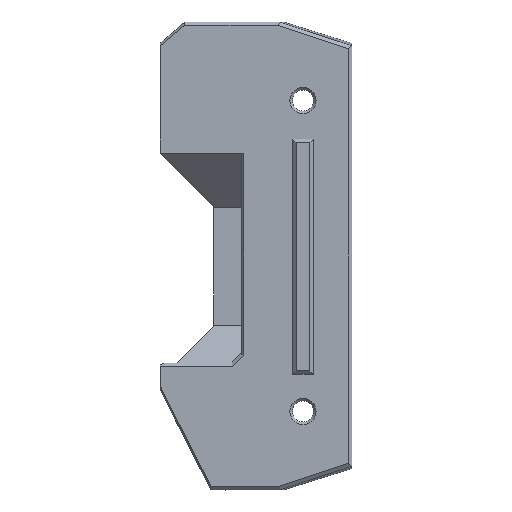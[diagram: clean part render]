
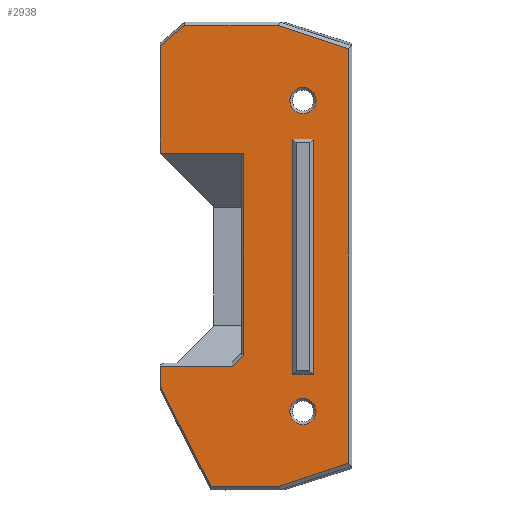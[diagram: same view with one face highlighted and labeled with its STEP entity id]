
A CAD part, left-side view. The second image highlights one B-rep face of the part: STEP entity #2938.
In plain terms, the highlighted planar face has unit normal (-1, 0, 0).
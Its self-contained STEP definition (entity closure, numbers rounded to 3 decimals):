
#20=FACE_BOUND('',#268,.T.);
#21=FACE_BOUND('',#269,.T.);
#22=FACE_BOUND('',#270,.T.);
#42=CIRCLE('',#3112,2.);
#43=CIRCLE('',#3113,2.);
#107=FACE_OUTER_BOUND('',#267,.T.);
#267=EDGE_LOOP('',(#2113,#2114,#2115,#2116,#2117,#2118,#2119,#2120,#2121,
#2122,#2123,#2124,#2125,#2126));
#268=EDGE_LOOP('',(#2127,#2128,#2129,#2130));
#269=EDGE_LOOP('',(#2131));
#270=EDGE_LOOP('',(#2132));
#518=LINE('',#4292,#918);
#523=LINE('',#4303,#923);
#524=LINE('',#4305,#924);
#525=LINE('',#4307,#925);
#526=LINE('',#4309,#926);
#527=LINE('',#4311,#927);
#528=LINE('',#4313,#928);
#529=LINE('',#4315,#929);
#530=LINE('',#4317,#930);
#531=LINE('',#4319,#931);
#532=LINE('',#4320,#932);
#533=LINE('',#4322,#933);
#534=LINE('',#4324,#934);
#535=LINE('',#4325,#935);
#536=LINE('',#4328,#936);
#537=LINE('',#4330,#937);
#538=LINE('',#4332,#938);
#539=LINE('',#4333,#939);
#918=VECTOR('',#3478,12.687);
#923=VECTOR('',#3485,3.005);
#924=VECTOR('',#3486,17.263);
#925=VECTOR('',#3487,10.121);
#926=VECTOR('',#3488,11.463);
#927=VECTOR('',#3489,63.293);
#928=VECTOR('',#3490,11.463);
#929=VECTOR('',#3491,14.188);
#930=VECTOR('',#3492,4.877);
#931=VECTOR('',#3493,16.398);
#932=VECTOR('',#3494,0.159);
#933=VECTOR('',#3495,30.778);
#934=VECTOR('',#3496,2.394);
#935=VECTOR('',#3497,11.107);
#936=VECTOR('',#3498,35.94);
#937=VECTOR('',#3499,3.156);
#938=VECTOR('',#3500,35.94);
#939=VECTOR('',#3501,3.156);
#1288=VERTEX_POINT('',#4290);
#1289=VERTEX_POINT('',#4291);
#1293=VERTEX_POINT('',#4301);
#1294=VERTEX_POINT('',#4302);
#1295=VERTEX_POINT('',#4304);
#1296=VERTEX_POINT('',#4306);
#1297=VERTEX_POINT('',#4308);
#1298=VERTEX_POINT('',#4310);
#1299=VERTEX_POINT('',#4312);
#1300=VERTEX_POINT('',#4314);
#1301=VERTEX_POINT('',#4316);
#1302=VERTEX_POINT('',#4318);
#1303=VERTEX_POINT('',#4321);
#1304=VERTEX_POINT('',#4323);
#1305=VERTEX_POINT('',#4326);
#1306=VERTEX_POINT('',#4327);
#1307=VERTEX_POINT('',#4329);
#1308=VERTEX_POINT('',#4331);
#1309=VERTEX_POINT('',#4334);
#1310=VERTEX_POINT('',#4336);
#1602=EDGE_CURVE('',#1288,#1289,#518,.T.);
#1607=EDGE_CURVE('',#1293,#1294,#523,.T.);
#1608=EDGE_CURVE('',#1294,#1295,#524,.T.);
#1609=EDGE_CURVE('',#1295,#1296,#525,.T.);
#1610=EDGE_CURVE('',#1296,#1297,#526,.T.);
#1611=EDGE_CURVE('',#1298,#1297,#527,.T.);
#1612=EDGE_CURVE('',#1298,#1299,#528,.T.);
#1613=EDGE_CURVE('',#1299,#1300,#529,.T.);
#1614=EDGE_CURVE('',#1300,#1301,#530,.T.);
#1615=EDGE_CURVE('',#1301,#1302,#531,.T.);
#1616=EDGE_CURVE('',#1289,#1302,#532,.T.);
#1617=EDGE_CURVE('',#1288,#1303,#533,.T.);
#1618=EDGE_CURVE('',#1303,#1304,#534,.T.);
#1619=EDGE_CURVE('',#1304,#1293,#535,.T.);
#1620=EDGE_CURVE('',#1305,#1306,#536,.T.);
#1621=EDGE_CURVE('',#1307,#1305,#537,.T.);
#1622=EDGE_CURVE('',#1307,#1308,#538,.T.);
#1623=EDGE_CURVE('',#1306,#1308,#539,.T.);
#1624=EDGE_CURVE('',#1309,#1309,#42,.T.);
#1625=EDGE_CURVE('',#1310,#1310,#43,.T.);
#2113=ORIENTED_EDGE('',*,*,#1607,.T.);
#2114=ORIENTED_EDGE('',*,*,#1608,.T.);
#2115=ORIENTED_EDGE('',*,*,#1609,.T.);
#2116=ORIENTED_EDGE('',*,*,#1610,.T.);
#2117=ORIENTED_EDGE('',*,*,#1611,.F.);
#2118=ORIENTED_EDGE('',*,*,#1612,.T.);
#2119=ORIENTED_EDGE('',*,*,#1613,.T.);
#2120=ORIENTED_EDGE('',*,*,#1614,.T.);
#2121=ORIENTED_EDGE('',*,*,#1615,.T.);
#2122=ORIENTED_EDGE('',*,*,#1616,.F.);
#2123=ORIENTED_EDGE('',*,*,#1602,.F.);
#2124=ORIENTED_EDGE('',*,*,#1617,.T.);
#2125=ORIENTED_EDGE('',*,*,#1618,.T.);
#2126=ORIENTED_EDGE('',*,*,#1619,.T.);
#2127=ORIENTED_EDGE('',*,*,#1620,.F.);
#2128=ORIENTED_EDGE('',*,*,#1621,.F.);
#2129=ORIENTED_EDGE('',*,*,#1622,.T.);
#2130=ORIENTED_EDGE('',*,*,#1623,.F.);
#2131=ORIENTED_EDGE('',*,*,#1624,.T.);
#2132=ORIENTED_EDGE('',*,*,#1625,.T.);
#2786=PLANE('',#3111);
#2938=ADVANCED_FACE('',(#107,#20,#21,#22),#2786,.T.);
#3111=AXIS2_PLACEMENT_3D('',#4300,#3483,#3484);
#3112=AXIS2_PLACEMENT_3D('',#4335,#3502,#3503);
#3113=AXIS2_PLACEMENT_3D('',#4337,#3504,#3505);
#3478=DIRECTION('',(0.,1.,0.));
#3483=DIRECTION('center_axis',(-1.,0.,0.));
#3484=DIRECTION('ref_axis',(0.,0.,1.));
#3485=DIRECTION('',(0.,0.,-1.));
#3486=DIRECTION('',(0.,-0.453,-0.892));
#3487=DIRECTION('',(0.,-1.,0.));
#3488=DIRECTION('',(0.,-0.949,0.315));
#3489=DIRECTION('',(0.,0.,-1.));
#3490=DIRECTION('',(0.,0.949,0.315));
#3491=DIRECTION('',(0.,1.,0.));
#3492=DIRECTION('',(0.,0.768,-0.64));
#3493=DIRECTION('',(0.,0.,-1.));
#3494=DIRECTION('',(0.,0.707,0.707));
#3495=DIRECTION('',(0.,0.,-1.));
#3496=DIRECTION('',(0.,0.707,-0.707));
#3497=DIRECTION('',(0.,1.,0.));
#3498=DIRECTION('',(0.,0.,1.));
#3499=DIRECTION('',(0.,-1.,0.));
#3500=DIRECTION('',(0.,0.,1.));
#3501=DIRECTION('',(0.,1.,0.));
#3502=DIRECTION('center_axis',(1.,0.,0.));
#3503=DIRECTION('ref_axis',(0.,0.,1.));
#3504=DIRECTION('center_axis',(1.,0.,0.));
#3505=DIRECTION('ref_axis',(0.,0.,1.));
#4290=CARTESIAN_POINT('',(-99.9,-112.335,98.902));
#4291=CARTESIAN_POINT('',(-99.9,-99.648,98.902));
#4292=CARTESIAN_POINT('',(-99.9,-112.335,98.902));
#4300=CARTESIAN_POINT('Origin',(-99.9,-125.871,18.486));
#4301=CARTESIAN_POINT('',(-99.9,-99.535,66.43));
#4302=CARTESIAN_POINT('',(-99.9,-99.535,63.425));
#4303=CARTESIAN_POINT('',(-99.9,-99.535,66.43));
#4304=CARTESIAN_POINT('',(-99.9,-107.348,48.03));
#4305=CARTESIAN_POINT('',(-99.9,-99.535,63.425));
#4306=CARTESIAN_POINT('',(-99.9,-117.469,48.03));
#4307=CARTESIAN_POINT('',(-99.9,-107.348,48.03));
#4308=CARTESIAN_POINT('',(-99.9,-128.35,51.637));
#4309=CARTESIAN_POINT('',(-99.9,-117.469,48.03));
#4310=CARTESIAN_POINT('',(-99.9,-128.35,114.93));
#4311=CARTESIAN_POINT('',(-99.9,-128.35,114.93));
#4312=CARTESIAN_POINT('',(-99.9,-117.469,118.536));
#4313=CARTESIAN_POINT('',(-99.9,-128.35,114.93));
#4314=CARTESIAN_POINT('',(-99.9,-103.281,118.536));
#4315=CARTESIAN_POINT('',(-99.9,-117.469,118.536));
#4316=CARTESIAN_POINT('',(-99.9,-99.535,115.412));
#4317=CARTESIAN_POINT('',(-99.9,-103.281,118.536));
#4318=CARTESIAN_POINT('',(-99.9,-99.535,99.014));
#4319=CARTESIAN_POINT('',(-99.9,-99.535,115.412));
#4320=CARTESIAN_POINT('',(-99.9,-99.648,98.902));
#4321=CARTESIAN_POINT('',(-99.9,-112.335,68.123));
#4322=CARTESIAN_POINT('',(-99.9,-112.335,98.902));
#4323=CARTESIAN_POINT('',(-99.9,-110.642,66.43));
#4324=CARTESIAN_POINT('',(-99.9,-112.335,68.123));
#4325=CARTESIAN_POINT('',(-99.9,-110.642,66.43));
#4326=CARTESIAN_POINT('',(-99.9,-122.949,65.196));
#4327=CARTESIAN_POINT('',(-99.9,-122.949,101.136));
#4328=CARTESIAN_POINT('',(-99.9,-122.949,65.196));
#4329=CARTESIAN_POINT('',(-99.9,-119.793,65.196));
#4330=CARTESIAN_POINT('',(-99.9,-119.793,65.196));
#4331=CARTESIAN_POINT('',(-99.9,-119.793,101.136));
#4332=CARTESIAN_POINT('',(-99.9,-119.793,65.196));
#4333=CARTESIAN_POINT('',(-99.9,-122.949,101.136));
#4334=CARTESIAN_POINT('',(-99.9,-119.371,59.53));
#4335=CARTESIAN_POINT('Origin',(-99.9,-121.371,59.53));
#4336=CARTESIAN_POINT('',(-99.9,-123.371,107.036));
#4337=CARTESIAN_POINT('Origin',(-99.9,-121.371,107.036));
